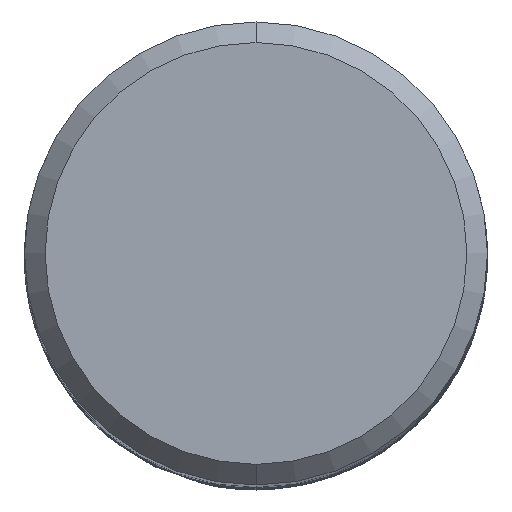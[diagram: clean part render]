
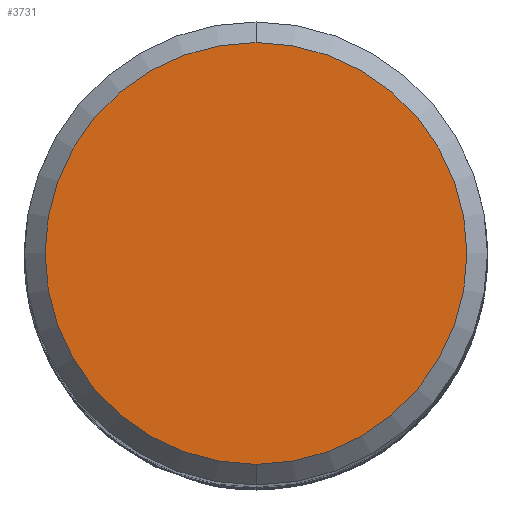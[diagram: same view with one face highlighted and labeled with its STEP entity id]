
A CAD part, top view. The second image highlights one B-rep face of the part: STEP entity #3731.
In plain terms, the highlighted planar face has unit normal (0, 0, 1).
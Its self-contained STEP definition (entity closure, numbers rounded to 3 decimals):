
#2665=EDGE_CURVE('',#4455,#4245,#6381,.T.);
#3731=ADVANCED_FACE('',(#7545),#7546,.T.);
#4245=VERTEX_POINT('',#8098);
#4455=VERTEX_POINT('',#8325);
#5087=EDGE_CURVE('',#4245,#4455,#9013,.T.);
#6381=CIRCLE('',#19209,8.2);
#7545=FACE_OUTER_BOUND('',#39150,.T.);
#7546=PLANE('',#39151);
#8098=CARTESIAN_POINT('',(0.0,8.2,0.0));
#8325=CARTESIAN_POINT('',(0.,-8.2,0.0));
#9013=CIRCLE('',#60240,8.2);
#19209=AXIS2_PLACEMENT_3D('',#68398,#68399,#68400);
#39150=EDGE_LOOP('',(#69555,#69556));
#39151=AXIS2_PLACEMENT_3D('',#69557,#69558,#69559);
#60240=AXIS2_PLACEMENT_3D('',#71143,#71144,#71145);
#68398=CARTESIAN_POINT('',(0.0,0.0,0.0));
#68399=DIRECTION('',(0.0,0.0,-1.0));
#68400=DIRECTION('',(0.0,1.0,0.0));
#69555=ORIENTED_EDGE('',*,*,#5087,.F.);
#69556=ORIENTED_EDGE('',*,*,#2665,.F.);
#69557=CARTESIAN_POINT('',(0.0,4.1,0.0));
#69558=DIRECTION('',(-0.0,0.0,1.0));
#69559=DIRECTION('',(0.0,-1.0,0.0));
#71143=CARTESIAN_POINT('',(0.0,0.0,0.0));
#71144=DIRECTION('',(0.0,0.0,-1.0));
#71145=DIRECTION('',(0.0,1.0,0.0));
